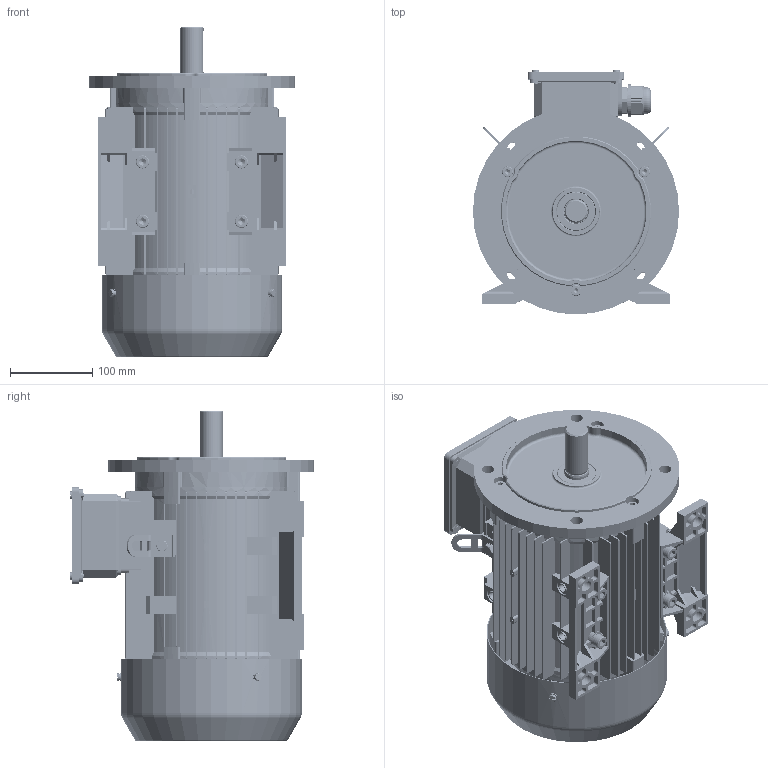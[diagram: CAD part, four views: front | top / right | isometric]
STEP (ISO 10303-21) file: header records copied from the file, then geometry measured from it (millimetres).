
FILE_DESCRIPTION(/* description */ (''),/* implementation_level */ '2;1');
FILE_NAME(/* name */ 'JL-112-B35.stp',/* time_stamp */ '2018-12-30T14:55:20+08:00',/* author */ (''),/* organization */ (''),/* preprocessor_version */ 'ST-DEVELOPER v16.7',/* originating_system */ 'SIEMENS PLM Software NX 12.0',/* authorisation */ '');
FILE_SCHEMA (('AP203_CONFIGURATION_CONTROLLED_3D_DESIGN_OF_MECHANICAL_PARTS_AND_ASSEMBLIES_MIM_LF { 1 0 10303 403 2 1 2}'));
Products named in the file (1): JL-112-B35
Bounding box: 250 x 297 x 400.99 mm (x, y, z)
Volume: 2536631.6 mm3; surface area: 1346073.3 mm2
Topology: 57 solids, 57 shells, 5074 faces, 14287 edges, 9503 vertices
Faces by surface type: plane 3041, cylinder 1604, torus 195, cone 192, bspline 42
Full cylindrical faces by diameter (mm): 2 x4, 4.48 x8, 4.8 x10, 5 x32, 5.3 x4, 5.8 x14, 6 x1, 7.188 x3, 8 x15, 8.58 x2, 9.1 x3, 10 x30, 10.715 x4, 11 x6, 12 x16, 13 x7, 14.785 x2, 15 x4, 16 x11, 17 x4, 17.785 x4, 18 x16, 20.9 x2, 24.7 x4, 26 x2, 27 x1, 28 x1, 28.2 x2, 29 x2, 29.45 x12
Entity records: 175408 total; most frequent: CARTESIAN_POINT 47799, ORIENTED_EDGE 26966, DIRECTION 25115, EDGE_CURVE 13483, VERTEX_POINT 9169, AXIS2_PLACEMENT_3D 8541, LINE 8033, VECTOR 8033
